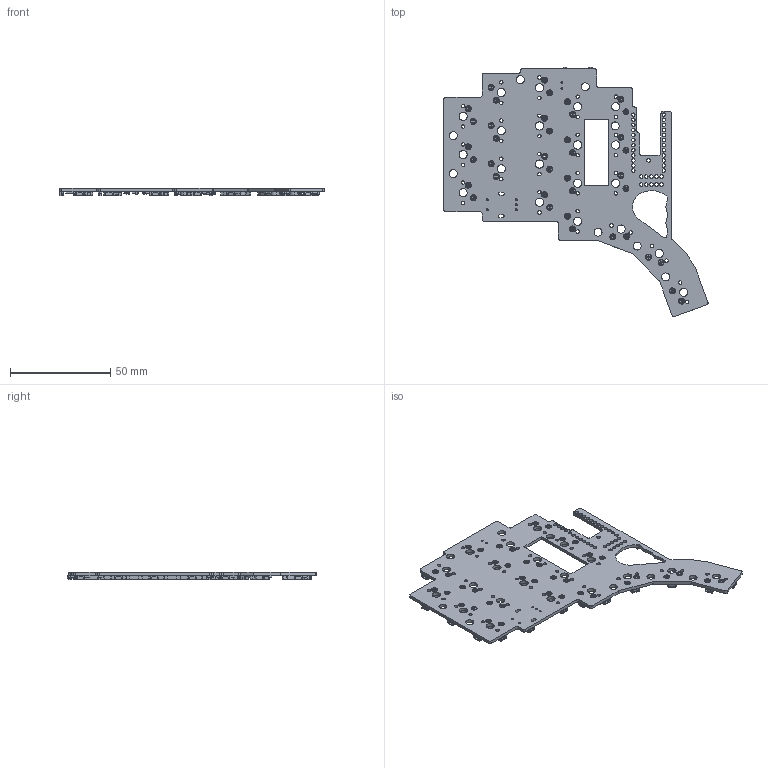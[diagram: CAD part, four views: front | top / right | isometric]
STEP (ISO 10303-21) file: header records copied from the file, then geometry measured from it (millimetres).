
FILE_DESCRIPTION(('KiCad electronic assembly'),'2;1');
FILE_NAME('pcb.step','2022-12-02T23:12:35',('Pcbnew'),('Kicad'), 'Open CASCADE STEP processor 7.6','KiCad to STEP converter','Unknown' );
FILE_SCHEMA(('AUTOMOTIVE_DESIGN { 1 0 10303 214 1 1 1 1 }'));
Length unit declared in the file: millimetre
Products named in the file (20): pcb 1; SK6812_4020; COMPOUND; SOT-23; SOLID; Kailh-CherryMX-Socket; C_0603_1608Metric; D_SOD-123; R_1206_3216Metric; SOT-363_SC-70-6; SW_SPDT_PCM12; B3U_3000P; keyboard PCB
Assembly tree (113 placements, depth 3):
  pcb 1
    SK6812_4020  x25
      COMPOUND
    SOT-23
      SOLID
    Kailh-CherryMX-Socket  x20
      COMPOUND
    C_0603_1608Metric  x27
      SOLID
    D_SOD-123  x21
      SOLID
    R_1206_3216Metric  x6
      SOLID
    SOT-363_SC-70-6
      SOLID
    SW_SPDT_PCM12
      SOLID
    B3U_3000P
      SOLID
    keyboard PCB
Bounding box: 131.85 x 124.41 x 3.65 mm (x, y, z)
Volume: 13851.7 mm3; surface area: 25607.6 mm2
Topology: 244 solids, 244 shells, 7489 faces, 19114 edges, 12122 vertices
Faces by surface type: plane 4866, cylinder 1798, bspline 783, cone 42
Full cylindrical faces by diameter (mm): 0.8 x2, 1 x7, 1.7 x40, 1.75 x35, 2.9 x40, 3 x40, 4 x8, 4.1 x20
Entity records: 71356 total; most frequent: CARTESIAN_POINT 13834, DIRECTION 10077, LINE 6279, VECTOR 6279, ORIENTED_EDGE 5234, PCURVE 5234, DEFINITIONAL_REPRESENTATION 5234, EDGE_CURVE 2617
